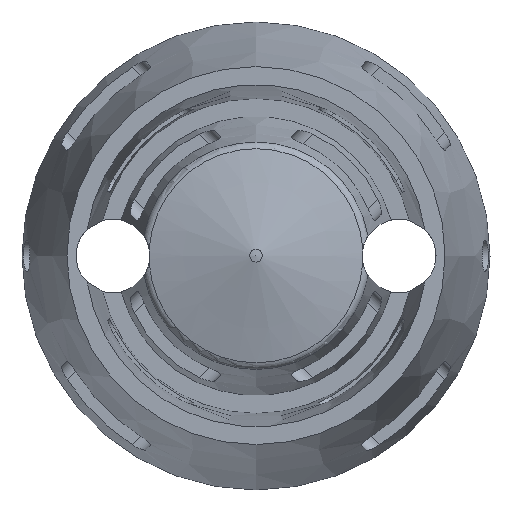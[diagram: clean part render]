
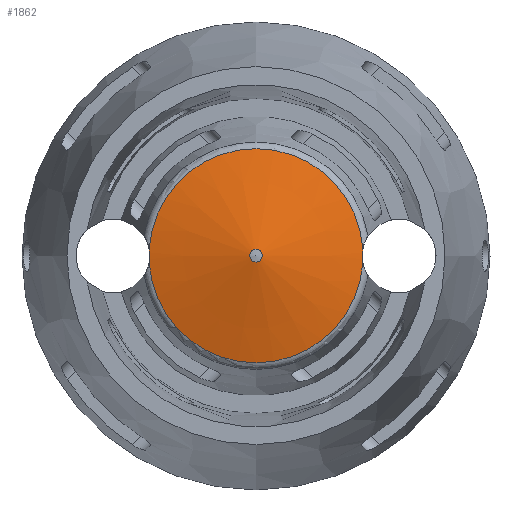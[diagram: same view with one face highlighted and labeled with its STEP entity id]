
A CAD part, top view. The second image highlights one B-rep face of the part: STEP entity #1862.
In plain terms, the highlighted conical face has half-angle 76.504 degrees and reference radius 12.598 mm.
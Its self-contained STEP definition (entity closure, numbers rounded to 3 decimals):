
#18=CONICAL_SURFACE('',#2019,12.598,1.335);
#194=FACE_OUTER_BOUND('',#295,.T.);
#295=EDGE_LOOP('',(#1496,#1497,#1498,#1499,#1500,#1501,#1502,#1503,#1504));
#430=B_SPLINE_CURVE_WITH_KNOTS('',3,(#4004,#4005,#4006,#4007),
 .UNSPECIFIED.,.F.,.F.,(4,4),(3.984,4.133),
 .UNSPECIFIED.);
#431=B_SPLINE_CURVE_WITH_KNOTS('',3,(#4015,#4016,#4017,#4018),
 .UNSPECIFIED.,.F.,.F.,(4,4),(3.834,3.984),
 .UNSPECIFIED.);
#434=B_SPLINE_CURVE_WITH_KNOTS('',3,(#4059,#4060,#4061,#4062),
 .UNSPECIFIED.,.F.,.F.,(4,4),(3.984,4.133),
 .UNSPECIFIED.);
#435=B_SPLINE_CURVE_WITH_KNOTS('',3,(#4066,#4067,#4068,#4069),
 .UNSPECIFIED.,.F.,.F.,(4,4),(3.834,3.984),
 .UNSPECIFIED.);
#522=LINE('',#4057,#613);
#613=VECTOR('',#2393,12.598);
#670=CIRCLE('',#2020,1.4);
#671=CIRCLE('',#2021,23.796);
#672=CIRCLE('',#2022,23.796);
#853=VERTEX_POINT('',#3992);
#854=VERTEX_POINT('',#4003);
#857=VERTEX_POINT('',#4014);
#863=VERTEX_POINT('',#4054);
#864=VERTEX_POINT('',#4056);
#865=VERTEX_POINT('',#4058);
#866=VERTEX_POINT('',#4064);
#1114=EDGE_CURVE('',#854,#853,#430,.T.);
#1119=EDGE_CURVE('',#857,#854,#431,.T.);
#1128=EDGE_CURVE('',#863,#863,#670,.T.);
#1129=EDGE_CURVE('',#863,#864,#522,.T.);
#1130=EDGE_CURVE('',#864,#865,#434,.T.);
#1131=EDGE_CURVE('',#865,#857,#671,.T.);
#1132=EDGE_CURVE('',#853,#866,#672,.T.);
#1133=EDGE_CURVE('',#866,#864,#435,.T.);
#1496=ORIENTED_EDGE('',*,*,#1128,.F.);
#1497=ORIENTED_EDGE('',*,*,#1129,.T.);
#1498=ORIENTED_EDGE('',*,*,#1130,.T.);
#1499=ORIENTED_EDGE('',*,*,#1131,.T.);
#1500=ORIENTED_EDGE('',*,*,#1119,.T.);
#1501=ORIENTED_EDGE('',*,*,#1114,.T.);
#1502=ORIENTED_EDGE('',*,*,#1132,.T.);
#1503=ORIENTED_EDGE('',*,*,#1133,.T.);
#1504=ORIENTED_EDGE('',*,*,#1129,.F.);
#1862=ADVANCED_FACE('',(#194),#18,.T.);
#2019=AXIS2_PLACEMENT_3D('',#4053,#2389,#2390);
#2020=AXIS2_PLACEMENT_3D('',#4055,#2391,#2392);
#2021=AXIS2_PLACEMENT_3D('',#4063,#2394,#2395);
#2022=AXIS2_PLACEMENT_3D('',#4065,#2396,#2397);
#2389=DIRECTION('center_axis',(0.,0.,-1.));
#2390=DIRECTION('ref_axis',(1.,0.,0.));
#2391=DIRECTION('center_axis',(0.,0.,1.));
#2392=DIRECTION('ref_axis',(1.,0.,0.));
#2393=DIRECTION('',(-0.972,0.,-0.233));
#2394=DIRECTION('center_axis',(0.,0.,1.));
#2395=DIRECTION('ref_axis',(1.,0.,0.));
#2396=DIRECTION('center_axis',(0.,0.,1.));
#2397=DIRECTION('ref_axis',(1.,0.,0.));
#3992=CARTESIAN_POINT('',(23.746,1.542,36.289));
#4003=CARTESIAN_POINT('',(23.6,0.,36.336));
#4004=CARTESIAN_POINT('Ctrl Pts',(23.6,0.,36.336));
#4005=CARTESIAN_POINT('Ctrl Pts',(23.6,0.5,36.336));
#4006=CARTESIAN_POINT('Ctrl Pts',(23.647,1.022,36.321));
#4007=CARTESIAN_POINT('Ctrl Pts',(23.746,1.542,36.289));
#4014=CARTESIAN_POINT('',(23.746,-1.542,36.289));
#4015=CARTESIAN_POINT('Ctrl Pts',(23.746,-1.542,36.289));
#4016=CARTESIAN_POINT('Ctrl Pts',(23.647,-1.022,36.321));
#4017=CARTESIAN_POINT('Ctrl Pts',(23.6,-0.5,36.336));
#4018=CARTESIAN_POINT('Ctrl Pts',(23.6,0.,36.336));
#4053=CARTESIAN_POINT('Origin',(0.,0.,38.976));
#4054=CARTESIAN_POINT('',(-1.4,0.,41.664));
#4055=CARTESIAN_POINT('Origin',(0.,0.,41.664));
#4056=CARTESIAN_POINT('',(-23.6,0.,36.336));
#4057=CARTESIAN_POINT('',(-12.598,0.,38.976));
#4058=CARTESIAN_POINT('',(-23.746,-1.542,36.289));
#4059=CARTESIAN_POINT('Ctrl Pts',(-23.6,0.,36.336));
#4060=CARTESIAN_POINT('Ctrl Pts',(-23.6,-0.5,36.336));
#4061=CARTESIAN_POINT('Ctrl Pts',(-23.647,-1.022,36.321));
#4062=CARTESIAN_POINT('Ctrl Pts',(-23.746,-1.542,36.289));
#4063=CARTESIAN_POINT('Origin',(0.,0.,36.289));
#4064=CARTESIAN_POINT('',(-23.746,1.542,36.289));
#4065=CARTESIAN_POINT('Origin',(0.,0.,36.289));
#4066=CARTESIAN_POINT('Ctrl Pts',(-23.746,1.542,36.289));
#4067=CARTESIAN_POINT('Ctrl Pts',(-23.647,1.022,36.321));
#4068=CARTESIAN_POINT('Ctrl Pts',(-23.6,0.5,36.336));
#4069=CARTESIAN_POINT('Ctrl Pts',(-23.6,0.,36.336));
